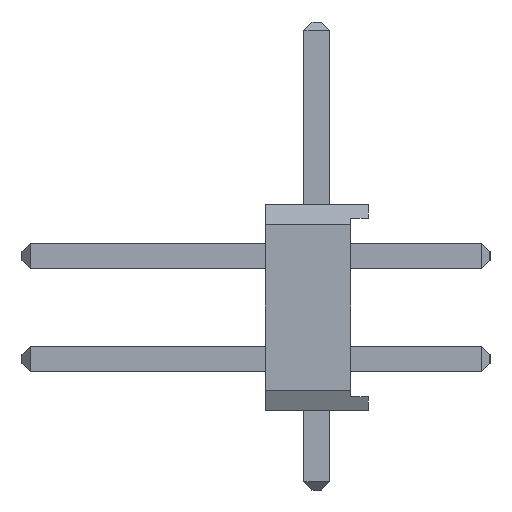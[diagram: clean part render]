
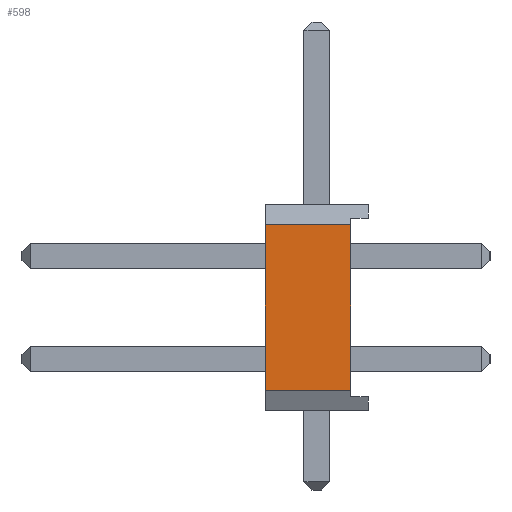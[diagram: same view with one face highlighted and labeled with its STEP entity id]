
A CAD part, left-side view. The second image highlights one B-rep face of the part: STEP entity #598.
In plain terms, the highlighted planar face has unit normal (-1, 0, 0).
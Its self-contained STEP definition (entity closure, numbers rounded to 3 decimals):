
#598 = ADVANCED_FACE( '', ( #1510 ), #1511, .T. );
#1510 = FACE_OUTER_BOUND( '', #2816, .T. );
#1511 = PLANE( '', #2817 );
#2816 = EDGE_LOOP( '', ( #4657, #4658, #4659, #4660 ) );
#2817 = AXIS2_PLACEMENT_3D( '', #4661, #4662, #4663 );
#4657 = ORIENTED_EDGE( '', *, *, #7901, .F. );
#4658 = ORIENTED_EDGE( '', *, *, #8080, .T. );
#4659 = ORIENTED_EDGE( '', *, *, #8081, .T. );
#4660 = ORIENTED_EDGE( '', *, *, #8082, .T. );
#4661 = CARTESIAN_POINT( '', ( -25.4, 0., 0. ) );
#4662 = DIRECTION( '', ( -1., 0., 0. ) );
#4663 = DIRECTION( '', ( 0., 0., 1. ) );
#7901 = EDGE_CURVE( '', #9606, #9608, #9609, .T. );
#8080 = EDGE_CURVE( '', #9606, #9910, #9911, .T. );
#8081 = EDGE_CURVE( '', #9910, #9912, #9913, .T. );
#8082 = EDGE_CURVE( '', #9912, #9608, #9914, .T. );
#9606 = VERTEX_POINT( '', #12068 );
#9608 = VERTEX_POINT( '', #12071 );
#9609 = LINE( '', #12072, #12073 );
#9910 = VERTEX_POINT( '', #12514 );
#9911 = LINE( '', #12515, #12516 );
#9912 = VERTEX_POINT( '', #12517 );
#9913 = LINE( '', #12518, #12519 );
#9914 = LINE( '', #12520, #12521 );
#12068 = CARTESIAN_POINT( '', ( -25.4, -0.832, -3.31 ) );
#12071 = CARTESIAN_POINT( '', ( -25.4, 1.27, -3.31 ) );
#12072 = CARTESIAN_POINT( '', ( -25.4, 0., -3.31 ) );
#12073 = VECTOR( '', #14915, 1000. );
#12514 = CARTESIAN_POINT( '', ( -25.4, -0.832, 0.77 ) );
#12515 = CARTESIAN_POINT( '', ( -25.4, -0.832, 0. ) );
#12516 = VECTOR( '', #15056, 1000. );
#12517 = CARTESIAN_POINT( '', ( -25.4, 1.27, 0.77 ) );
#12518 = CARTESIAN_POINT( '', ( -25.4, 0., 0.77 ) );
#12519 = VECTOR( '', #15057, 1000. );
#12520 = CARTESIAN_POINT( '', ( -25.4, 1.27, 1.27 ) );
#12521 = VECTOR( '', #15058, 1000. );
#14915 = DIRECTION( '', ( 0., 1., 0. ) );
#15056 = DIRECTION( '', ( 0., 0., 1. ) );
#15057 = DIRECTION( '', ( 0., 1., 0. ) );
#15058 = DIRECTION( '', ( 0., 0., -1. ) );
